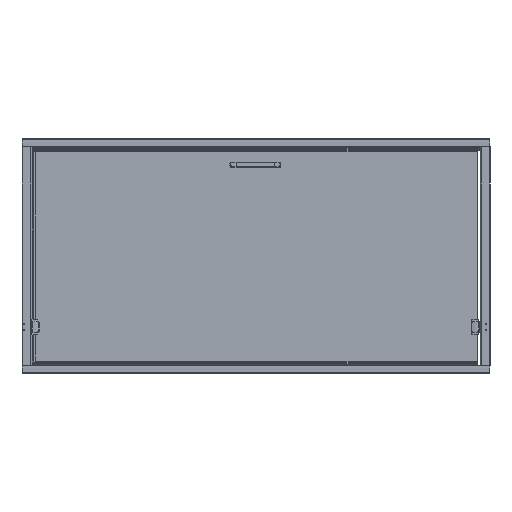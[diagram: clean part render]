
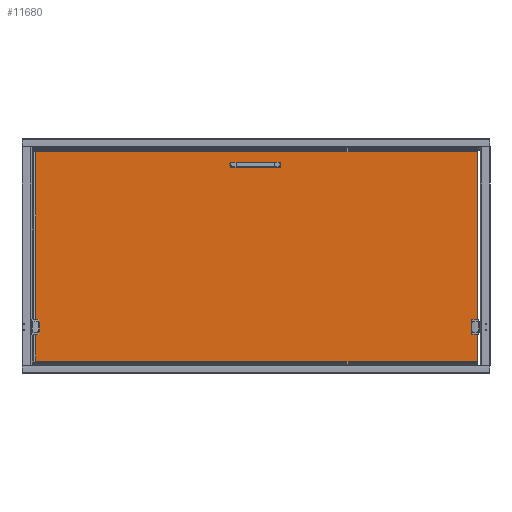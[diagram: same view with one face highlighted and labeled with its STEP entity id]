
A CAD part, left-side view. The second image highlights one B-rep face of the part: STEP entity #11680.
In plain terms, the highlighted face is planar.
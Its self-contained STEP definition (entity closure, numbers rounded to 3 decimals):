
#11239=CARTESIAN_POINT('',(-293.,910.,3.));
#11240=DIRECTION('',(0.,0.,-1.));
#11241=DIRECTION('',(1.,0.,0.));
#11242=AXIS2_PLACEMENT_3D('',#11239,#11240,#11241);
#11244=CARTESIAN_POINT('',(-293.,910.,3.));
#11245=DIRECTION('',(0.,0.,-1.));
#11246=DIRECTION('',(-1.,0.,0.));
#11247=AXIS2_PLACEMENT_3D('',#11244,#11245,#11246);
#11249=CARTESIAN_POINT('',(-293.,-910.,3.));
#11250=DIRECTION('',(0.,0.,-1.));
#11251=DIRECTION('',(1.,0.,0.));
#11252=AXIS2_PLACEMENT_3D('',#11249,#11250,#11251);
#11254=CARTESIAN_POINT('',(-293.,-910.,3.));
#11255=DIRECTION('',(0.,0.,-1.));
#11256=DIRECTION('',(-1.,0.,0.));
#11257=AXIS2_PLACEMENT_3D('',#11254,#11255,#11256);
#11259=CARTESIAN_POINT('',(383.,96.,3.));
#11260=DIRECTION('',(0.,0.,-1.));
#11261=DIRECTION('',(1.,0.,0.));
#11262=AXIS2_PLACEMENT_3D('',#11259,#11260,#11261);
#11264=CARTESIAN_POINT('',(383.,96.,3.));
#11265=DIRECTION('',(0.,0.,-1.));
#11266=DIRECTION('',(-1.,0.,0.));
#11267=AXIS2_PLACEMENT_3D('',#11264,#11265,#11266);
#11269=CARTESIAN_POINT('',(383.,-96.,3.));
#11270=DIRECTION('',(0.,0.,-1.));
#11271=DIRECTION('',(1.,0.,0.));
#11272=AXIS2_PLACEMENT_3D('',#11269,#11270,#11271);
#11274=CARTESIAN_POINT('',(383.,-96.,3.));
#11275=DIRECTION('',(0.,0.,-1.));
#11276=DIRECTION('',(-1.,0.,0.));
#11277=AXIS2_PLACEMENT_3D('',#11274,#11275,#11276);
#11279=DIRECTION('',(1.,0.,0.));
#11280=VECTOR('',#11279,884.);
#11281=CARTESIAN_POINT('',(-442.,-924.,3.));
#11282=LINE('',#11281,#11280);
#11283=DIRECTION('',(0.,-1.,0.));
#11284=VECTOR('',#11283,1848.);
#11285=CARTESIAN_POINT('',(-442.,924.,3.));
#11286=LINE('',#11285,#11284);
#11287=DIRECTION('',(-1.,0.,0.));
#11288=VECTOR('',#11287,884.);
#11289=CARTESIAN_POINT('',(442.,924.,3.));
#11290=LINE('',#11289,#11288);
#11291=DIRECTION('',(0.,1.,0.));
#11292=VECTOR('',#11291,1848.);
#11293=CARTESIAN_POINT('',(442.,-924.,3.));
#11294=LINE('',#11293,#11292);
#11495=CARTESIAN_POINT('',(-289.,910.,3.));
#11496=CARTESIAN_POINT('',(-297.,910.,3.));
#11497=VERTEX_POINT('',#11495);
#11498=VERTEX_POINT('',#11496);
#11499=CARTESIAN_POINT('',(-289.,-910.,3.));
#11500=CARTESIAN_POINT('',(-297.,-910.,3.));
#11501=VERTEX_POINT('',#11499);
#11502=VERTEX_POINT('',#11500);
#11503=CARTESIAN_POINT('',(387.,96.,3.));
#11504=CARTESIAN_POINT('',(379.,96.,3.));
#11505=VERTEX_POINT('',#11503);
#11506=VERTEX_POINT('',#11504);
#11507=CARTESIAN_POINT('',(387.,-96.,3.));
#11508=CARTESIAN_POINT('',(379.,-96.,3.));
#11509=VERTEX_POINT('',#11507);
#11510=VERTEX_POINT('',#11508);
#11523=CARTESIAN_POINT('',(-442.,-924.,3.));
#11524=CARTESIAN_POINT('',(442.,-924.,3.));
#11525=VERTEX_POINT('',#11523);
#11526=VERTEX_POINT('',#11524);
#11531=CARTESIAN_POINT('',(442.,924.,3.));
#11532=VERTEX_POINT('',#11531);
#11549=CARTESIAN_POINT('',(-442.,924.,3.));
#11550=VERTEX_POINT('',#11549);
#11643=CARTESIAN_POINT('',(0.,0.,3.));
#11644=DIRECTION('',(0.,0.,1.));
#11645=DIRECTION('',(1.,0.,0.));
#11646=AXIS2_PLACEMENT_3D('',#11643,#11644,#11645);
#11647=PLANE('',#11646);
#11649=ORIENTED_EDGE('',*,*,#11648,.F.);
#11651=ORIENTED_EDGE('',*,*,#11650,.F.);
#11653=ORIENTED_EDGE('',*,*,#11652,.F.);
#11655=ORIENTED_EDGE('',*,*,#11654,.F.);
#11656=EDGE_LOOP('',(#11649,#11651,#11653,#11655));
#11657=FACE_OUTER_BOUND('',#11656,.F.);
#11659=ORIENTED_EDGE('',*,*,#11658,.F.);
#11661=ORIENTED_EDGE('',*,*,#11660,.F.);
#11662=EDGE_LOOP('',(#11659,#11661));
#11663=FACE_BOUND('',#11662,.F.);
#11665=ORIENTED_EDGE('',*,*,#11664,.F.);
#11667=ORIENTED_EDGE('',*,*,#11666,.F.);
#11668=EDGE_LOOP('',(#11665,#11667));
#11669=FACE_BOUND('',#11668,.F.);
#11671=ORIENTED_EDGE('',*,*,#11670,.F.);
#11673=ORIENTED_EDGE('',*,*,#11672,.F.);
#11674=EDGE_LOOP('',(#11671,#11673));
#11675=FACE_BOUND('',#11674,.F.);
#11676=ORIENTED_EDGE('',*,*,#11623,.F.);
#11677=ORIENTED_EDGE('',*,*,#11637,.F.);
#11678=EDGE_LOOP('',(#11676,#11677));
#11679=FACE_BOUND('',#11678,.F.);
#11243=CIRCLE('',#11242,4.);
#11248=CIRCLE('',#11247,4.);
#11253=CIRCLE('',#11252,4.);
#11258=CIRCLE('',#11257,4.);
#11263=CIRCLE('',#11262,4.);
#11268=CIRCLE('',#11267,4.);
#11273=CIRCLE('',#11272,4.);
#11278=CIRCLE('',#11277,4.);
#11623=EDGE_CURVE('',#11497,#11498,#11243,.T.);
#11637=EDGE_CURVE('',#11498,#11497,#11248,.T.);
#11648=EDGE_CURVE('',#11525,#11526,#11282,.T.);
#11650=EDGE_CURVE('',#11550,#11525,#11286,.T.);
#11652=EDGE_CURVE('',#11532,#11550,#11290,.T.);
#11654=EDGE_CURVE('',#11526,#11532,#11294,.T.);
#11658=EDGE_CURVE('',#11501,#11502,#11253,.T.);
#11660=EDGE_CURVE('',#11502,#11501,#11258,.T.);
#11664=EDGE_CURVE('',#11505,#11506,#11263,.T.);
#11666=EDGE_CURVE('',#11506,#11505,#11268,.T.);
#11670=EDGE_CURVE('',#11509,#11510,#11273,.T.);
#11672=EDGE_CURVE('',#11510,#11509,#11278,.T.);
#11680=ADVANCED_FACE('',(#11657,#11663,#11669,#11675,#11679),#11647,.T.);
